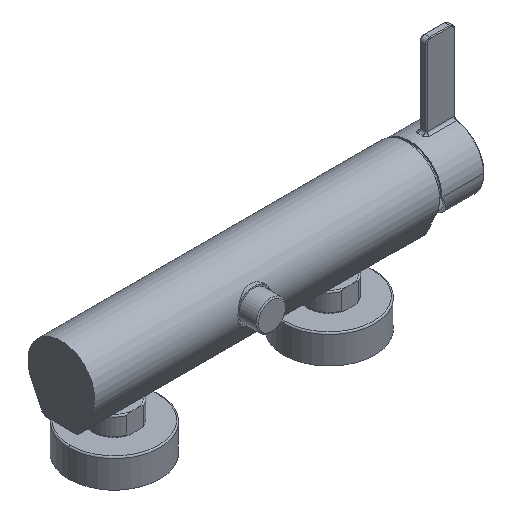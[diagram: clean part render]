
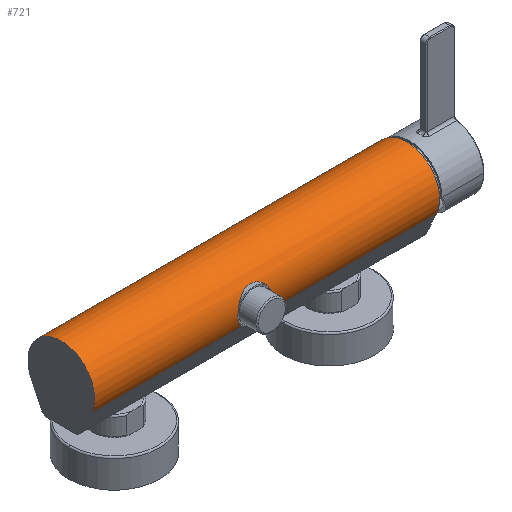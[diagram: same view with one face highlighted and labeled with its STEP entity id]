
A CAD part, isometric view. The second image highlights one B-rep face of the part: STEP entity #721.
In plain terms, the highlighted cylindrical face has radius 23.25 mm (diameter 46.5 mm), a partial arc.
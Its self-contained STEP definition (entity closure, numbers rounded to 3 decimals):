
#33=CARTESIAN_POINT('',(-112.,0.,0.));
#34=DIRECTION('',(1.,0.,0.));
#35=DIRECTION('',(0.,0.904,-0.427));
#36=AXIS2_PLACEMENT_3D('',#33,#34,#35);
#197=DIRECTION('',(1.,0.,0.));
#198=VECTOR('',#197,122.424);
#199=CARTESIAN_POINT('',(6.576,-21.028,-9.918));
#200=LINE('',#199,#198);
#205=DIRECTION('',(1.,0.,0.));
#206=VECTOR('',#205,105.424);
#207=CARTESIAN_POINT('',(-112.,-21.028,-9.918));
#208=LINE('',#207,#206);
#218=CARTESIAN_POINT('',(-11.9,-23.25,0.));
#219=CARTESIAN_POINT('',(-11.9,-23.25,0.765));
#220=CARTESIAN_POINT('',(-11.757,-23.176,2.285));
#221=CARTESIAN_POINT('',(-11.063,-22.828,4.601));
#222=CARTESIAN_POINT('',(-9.938,-22.3,6.674));
#223=CARTESIAN_POINT('',(-8.562,-21.717,8.357));
#224=CARTESIAN_POINT('',(-6.871,-21.097,9.809));
#225=CARTESIAN_POINT('',(-4.757,-20.494,10.998));
#226=CARTESIAN_POINT('',(-2.467,-20.08,11.723));
#227=CARTESIAN_POINT('',(-0.069,-19.925,
11.981));
#228=CARTESIAN_POINT('',(2.329,-20.063,11.752));
#229=CARTESIAN_POINT('',(4.636,-20.466,11.05));
#230=CARTESIAN_POINT('',(6.771,-21.063,9.881));
#231=CARTESIAN_POINT('',(8.505,-21.694,8.419));
#232=CARTESIAN_POINT('',(9.907,-22.286,6.721));
#233=CARTESIAN_POINT('',(11.045,-22.819,4.647));
#234=CARTESIAN_POINT('',(11.754,-23.175,2.313));
#235=CARTESIAN_POINT('',(11.9,-23.25,0.775));
#236=CARTESIAN_POINT('',(11.9,-23.25,0.));
#238=CARTESIAN_POINT('',(-6.576,-21.028,
-9.918));
#239=CARTESIAN_POINT('',(-6.813,-21.103,
-9.761));
#240=CARTESIAN_POINT('',(-7.276,-21.254,
-9.43));
#241=CARTESIAN_POINT('',(-7.932,-21.489,
-8.884));
#242=CARTESIAN_POINT('',(-8.546,-21.723,
-8.296));
#243=CARTESIAN_POINT('',(-9.116,-21.954,
-7.666));
#244=CARTESIAN_POINT('',(-9.655,-22.183,
-6.976));
#245=CARTESIAN_POINT('',(-10.171,-22.413,
-6.202));
#246=CARTESIAN_POINT('',(-10.663,-22.641,
-5.318));
#247=CARTESIAN_POINT('',(-11.117,-22.858,
-4.299));
#248=CARTESIAN_POINT('',(-11.516,-23.055,
-3.1));
#249=CARTESIAN_POINT('',(-11.815,-23.206,
-1.679));
#250=CARTESIAN_POINT('',(-11.9,-23.25,-0.584));
#251=CARTESIAN_POINT('',(-11.9,-23.25,0.));
#253=DIRECTION('',(1.,0.,0.));
#254=VECTOR('',#253,241.);
#255=CARTESIAN_POINT('',(-112.,21.028,-9.918));
#256=LINE('',#255,#254);
#257=CARTESIAN_POINT('',(11.9,-23.25,0.));
#258=CARTESIAN_POINT('',(11.9,-23.25,-0.544));
#259=CARTESIAN_POINT('',(11.826,-23.212,-1.569));
#260=CARTESIAN_POINT('',(11.561,-23.078,-2.916));
#261=CARTESIAN_POINT('',(11.202,-22.9,-4.067));
#262=CARTESIAN_POINT('',(10.791,-22.701,-5.05));
#263=CARTESIAN_POINT('',(10.345,-22.492,-5.906));
#264=CARTESIAN_POINT('',(9.877,-22.281,-6.655));
#265=CARTESIAN_POINT('',(9.394,-22.071,-7.32));
#266=CARTESIAN_POINT('',(8.893,-21.862,-7.92));
#267=CARTESIAN_POINT('',(8.366,-21.653,-8.475));
#268=CARTESIAN_POINT('',(7.804,-21.442,-8.995));
#269=CARTESIAN_POINT('',(7.207,-21.232,-9.48));
#270=CARTESIAN_POINT('',(6.79,-21.095,-9.776));
#271=CARTESIAN_POINT('',(6.576,-21.028,-9.918));
#304=CARTESIAN_POINT('',(129.,0.,0.));
#305=DIRECTION('',(1.,0.,0.));
#306=DIRECTION('',(0.,0.904,-0.427));
#307=AXIS2_PLACEMENT_3D('',#304,#305,#306);
#313=CARTESIAN_POINT('',(-112.,21.028,-9.918));
#314=CARTESIAN_POINT('',(-112.,-21.028,-9.918));
#315=VERTEX_POINT('',#313);
#316=VERTEX_POINT('',#314);
#317=CARTESIAN_POINT('',(129.,21.028,-9.918));
#318=CARTESIAN_POINT('',(129.,-21.028,-9.918));
#319=VERTEX_POINT('',#317);
#320=VERTEX_POINT('',#318);
#341=VERTEX_POINT('',#218);
#342=VERTEX_POINT('',#236);
#343=VERTEX_POINT('',#271);
#344=VERTEX_POINT('',#238);
#703=CARTESIAN_POINT('',(-112.,0.,0.));
#704=DIRECTION('',(1.,0.,0.));
#705=DIRECTION('',(0.,0.,-1.));
#706=AXIS2_PLACEMENT_3D('',#703,#704,#705);
#707=CYLINDRICAL_SURFACE('',#706,23.25);
#709=ORIENTED_EDGE('',*,*,#708,.F.);
#710=ORIENTED_EDGE('',*,*,#685,.F.);
#711=ORIENTED_EDGE('',*,*,#665,.F.);
#712=ORIENTED_EDGE('',*,*,#378,.F.);
#714=ORIENTED_EDGE('',*,*,#713,.T.);
#716=ORIENTED_EDGE('',*,*,#715,.T.);
#717=ORIENTED_EDGE('',*,*,#659,.F.);
#718=ORIENTED_EDGE('',*,*,#682,.F.);
#719=EDGE_LOOP('',(#709,#710,#711,#712,#714,#716,#717,#718));
#720=FACE_OUTER_BOUND('',#719,.F.);
#721=ADVANCED_FACE('',(#720),#707,.T.);
#37=CIRCLE('',#36,23.25);
#237=B_SPLINE_CURVE_WITH_KNOTS('',3,(#218,#219,#220,#221,#222,#223,#224,#225,
#226,#227,#228,#229,#230,#231,#232,#233,#234,#235,#236),.UNSPECIFIED.,.F.,.F.,
(4,1,1,1,1,1,1,1,1,1,1,1,1,1,1,1,4),(0.,0.063,0.125,0.188,0.25,
0.313,0.375,0.438,0.5,0.563,0.625,0.688,0.75,0.813,
0.875,0.938,1.),.UNSPECIFIED.);
#252=B_SPLINE_CURVE_WITH_KNOTS('',3,(#238,#239,#240,#241,#242,#243,#244,#245,
#246,#247,#248,#249,#250,#251),.UNSPECIFIED.,.F.,.F.,(4,1,1,1,1,1,1,1,1,1,1,4),(
0.,0.091,0.182,0.273,0.364,
0.455,0.545,0.636,0.727,
0.818,0.909,1.),.UNSPECIFIED.);
#272=B_SPLINE_CURVE_WITH_KNOTS('',3,(#257,#258,#259,#260,#261,#262,#263,#264,
#265,#266,#267,#268,#269,#270,#271),.UNSPECIFIED.,.F.,.F.,(4,1,1,1,1,1,1,1,1,1,
1,1,4),(0.,0.083,0.167,0.25,0.333,
0.417,0.5,0.583,0.667,0.75,
0.833,0.917,1.),.UNSPECIFIED.);
#308=CIRCLE('',#307,23.25);
#378=EDGE_CURVE('',#315,#316,#37,.T.);
#659=EDGE_CURVE('',#343,#320,#200,.T.);
#665=EDGE_CURVE('',#316,#344,#208,.T.);
#682=EDGE_CURVE('',#342,#343,#272,.T.);
#685=EDGE_CURVE('',#344,#341,#252,.T.);
#708=EDGE_CURVE('',#341,#342,#237,.T.);
#713=EDGE_CURVE('',#315,#319,#256,.T.);
#715=EDGE_CURVE('',#319,#320,#308,.T.);
